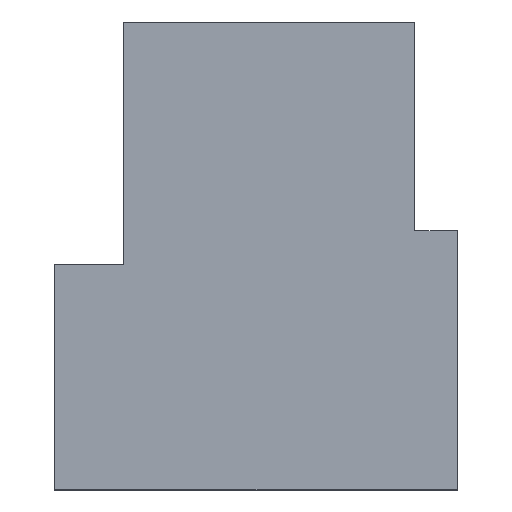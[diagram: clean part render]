
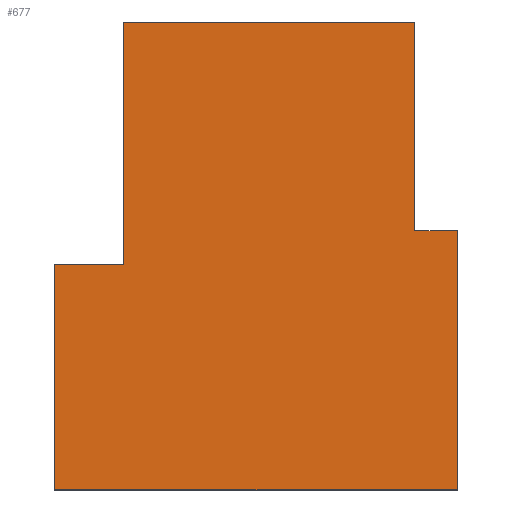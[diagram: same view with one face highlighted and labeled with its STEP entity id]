
A CAD part, top view. The second image highlights one B-rep face of the part: STEP entity #677.
In plain terms, the highlighted planar face has unit normal (0, 0, 1).
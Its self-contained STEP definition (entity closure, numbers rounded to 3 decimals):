
#55 = VERTEX_POINT('',#56);
#56 = CARTESIAN_POINT('',(-8.6,-25.4,19.));
#63 = PLANE('',#64);
#64 = AXIS2_PLACEMENT_3D('',#65,#66,#67);
#65 = CARTESIAN_POINT('',(-8.6,-25.4,0.));
#66 = DIRECTION('',(0.,1.,0.));
#67 = DIRECTION('',(1.,0.,0.));
#75 = PLANE('',#76);
#76 = AXIS2_PLACEMENT_3D('',#77,#78,#79);
#77 = CARTESIAN_POINT('',(-8.6,-10.1,0.));
#78 = DIRECTION('',(1.,0.,-0.));
#79 = DIRECTION('',(0.,-1.,0.));
#87 = EDGE_CURVE('',#55,#88,#90,.T.);
#88 = VERTEX_POINT('',#89);
#89 = CARTESIAN_POINT('',(18.8,-25.4,19.));
#90 = SURFACE_CURVE('',#91,(#95,#102),.PCURVE_S1.);
#91 = LINE('',#92,#93);
#92 = CARTESIAN_POINT('',(-8.6,-25.4,19.));
#93 = VECTOR('',#94,1.);
#94 = DIRECTION('',(1.,0.,0.));
#95 = PCURVE('',#63,#96);
#96 = DEFINITIONAL_REPRESENTATION('',(#97),#101);
#97 = LINE('',#98,#99);
#98 = CARTESIAN_POINT('',(0.,-19.));
#99 = VECTOR('',#100,1.);
#100 = DIRECTION('',(1.,0.));
#101 = ( GEOMETRIC_REPRESENTATION_CONTEXT(2) 
PARAMETRIC_REPRESENTATION_CONTEXT() REPRESENTATION_CONTEXT('2D SPACE',''
  ) );
#102 = PCURVE('',#103,#108);
#103 = PLANE('',#104);
#104 = AXIS2_PLACEMENT_3D('',#105,#106,#107);
#105 = CARTESIAN_POINT('',(5.407,-10.503,19.));
#106 = DIRECTION('',(0.,0.,1.));
#107 = DIRECTION('',(1.,0.,0.));
#108 = DEFINITIONAL_REPRESENTATION('',(#109),#113);
#109 = LINE('',#110,#111);
#110 = CARTESIAN_POINT('',(-14.007,-14.897));
#111 = VECTOR('',#112,1.);
#112 = DIRECTION('',(1.,0.));
#113 = ( GEOMETRIC_REPRESENTATION_CONTEXT(2) 
PARAMETRIC_REPRESENTATION_CONTEXT() REPRESENTATION_CONTEXT('2D SPACE',''
  ) );
#131 = PLANE('',#132);
#132 = AXIS2_PLACEMENT_3D('',#133,#134,#135);
#133 = CARTESIAN_POINT('',(18.8,-25.4,0.));
#134 = DIRECTION('',(-1.,0.,0.));
#135 = DIRECTION('',(0.,1.,0.));
#173 = EDGE_CURVE('',#88,#174,#176,.T.);
#174 = VERTEX_POINT('',#175);
#175 = CARTESIAN_POINT('',(18.8,-7.8,19.));
#176 = SURFACE_CURVE('',#177,(#181,#188),.PCURVE_S1.);
#177 = LINE('',#178,#179);
#178 = CARTESIAN_POINT('',(18.8,-25.4,19.));
#179 = VECTOR('',#180,1.);
#180 = DIRECTION('',(0.,1.,0.));
#181 = PCURVE('',#131,#182);
#182 = DEFINITIONAL_REPRESENTATION('',(#183),#187);
#183 = LINE('',#184,#185);
#184 = CARTESIAN_POINT('',(0.,-19.));
#185 = VECTOR('',#186,1.);
#186 = DIRECTION('',(1.,0.));
#187 = ( GEOMETRIC_REPRESENTATION_CONTEXT(2) 
PARAMETRIC_REPRESENTATION_CONTEXT() REPRESENTATION_CONTEXT('2D SPACE',''
  ) );
#188 = PCURVE('',#103,#189);
#189 = DEFINITIONAL_REPRESENTATION('',(#190),#194);
#190 = LINE('',#191,#192);
#191 = CARTESIAN_POINT('',(13.393,-14.897));
#192 = VECTOR('',#193,1.);
#193 = DIRECTION('',(0.,1.));
#194 = ( GEOMETRIC_REPRESENTATION_CONTEXT(2) 
PARAMETRIC_REPRESENTATION_CONTEXT() REPRESENTATION_CONTEXT('2D SPACE',''
  ) );
#212 = PLANE('',#213);
#213 = AXIS2_PLACEMENT_3D('',#214,#215,#216);
#214 = CARTESIAN_POINT('',(18.8,-7.8,0.));
#215 = DIRECTION('',(0.,-1.,0.));
#216 = DIRECTION('',(-1.,0.,0.));
#249 = EDGE_CURVE('',#174,#250,#252,.T.);
#250 = VERTEX_POINT('',#251);
#251 = CARTESIAN_POINT('',(15.9,-7.8,19.));
#252 = SURFACE_CURVE('',#253,(#257,#264),.PCURVE_S1.);
#253 = LINE('',#254,#255);
#254 = CARTESIAN_POINT('',(18.8,-7.8,19.));
#255 = VECTOR('',#256,1.);
#256 = DIRECTION('',(-1.,0.,0.));
#257 = PCURVE('',#212,#258);
#258 = DEFINITIONAL_REPRESENTATION('',(#259),#263);
#259 = LINE('',#260,#261);
#260 = CARTESIAN_POINT('',(0.,-19.));
#261 = VECTOR('',#262,1.);
#262 = DIRECTION('',(1.,0.));
#263 = ( GEOMETRIC_REPRESENTATION_CONTEXT(2) 
PARAMETRIC_REPRESENTATION_CONTEXT() REPRESENTATION_CONTEXT('2D SPACE',''
  ) );
#264 = PCURVE('',#103,#265);
#265 = DEFINITIONAL_REPRESENTATION('',(#266),#270);
#266 = LINE('',#267,#268);
#267 = CARTESIAN_POINT('',(13.393,2.703));
#268 = VECTOR('',#269,1.);
#269 = DIRECTION('',(-1.,0.));
#270 = ( GEOMETRIC_REPRESENTATION_CONTEXT(2) 
PARAMETRIC_REPRESENTATION_CONTEXT() REPRESENTATION_CONTEXT('2D SPACE',''
  ) );
#288 = PLANE('',#289);
#289 = AXIS2_PLACEMENT_3D('',#290,#291,#292);
#290 = CARTESIAN_POINT('',(15.9,-7.8,0.));
#291 = DIRECTION('',(-1.,0.,0.));
#292 = DIRECTION('',(0.,1.,0.));
#325 = EDGE_CURVE('',#250,#326,#328,.T.);
#326 = VERTEX_POINT('',#327);
#327 = CARTESIAN_POINT('',(15.9,6.4,19.));
#328 = SURFACE_CURVE('',#329,(#333,#340),.PCURVE_S1.);
#329 = LINE('',#330,#331);
#330 = CARTESIAN_POINT('',(15.9,-7.8,19.));
#331 = VECTOR('',#332,1.);
#332 = DIRECTION('',(0.,1.,0.));
#333 = PCURVE('',#288,#334);
#334 = DEFINITIONAL_REPRESENTATION('',(#335),#339);
#335 = LINE('',#336,#337);
#336 = CARTESIAN_POINT('',(0.,-19.));
#337 = VECTOR('',#338,1.);
#338 = DIRECTION('',(1.,0.));
#339 = ( GEOMETRIC_REPRESENTATION_CONTEXT(2) 
PARAMETRIC_REPRESENTATION_CONTEXT() REPRESENTATION_CONTEXT('2D SPACE',''
  ) );
#340 = PCURVE('',#103,#341);
#341 = DEFINITIONAL_REPRESENTATION('',(#342),#346);
#342 = LINE('',#343,#344);
#343 = CARTESIAN_POINT('',(10.493,2.703));
#344 = VECTOR('',#345,1.);
#345 = DIRECTION('',(0.,1.));
#346 = ( GEOMETRIC_REPRESENTATION_CONTEXT(2) 
PARAMETRIC_REPRESENTATION_CONTEXT() REPRESENTATION_CONTEXT('2D SPACE',''
  ) );
#364 = PLANE('',#365);
#365 = AXIS2_PLACEMENT_3D('',#366,#367,#368);
#366 = CARTESIAN_POINT('',(15.9,6.4,0.));
#367 = DIRECTION('',(0.,-1.,0.));
#368 = DIRECTION('',(-1.,0.,0.));
#401 = EDGE_CURVE('',#326,#402,#404,.T.);
#402 = VERTEX_POINT('',#403);
#403 = CARTESIAN_POINT('',(-3.9,6.4,19.));
#404 = SURFACE_CURVE('',#405,(#409,#416),.PCURVE_S1.);
#405 = LINE('',#406,#407);
#406 = CARTESIAN_POINT('',(15.9,6.4,19.));
#407 = VECTOR('',#408,1.);
#408 = DIRECTION('',(-1.,0.,0.));
#409 = PCURVE('',#364,#410);
#410 = DEFINITIONAL_REPRESENTATION('',(#411),#415);
#411 = LINE('',#412,#413);
#412 = CARTESIAN_POINT('',(0.,-19.));
#413 = VECTOR('',#414,1.);
#414 = DIRECTION('',(1.,0.));
#415 = ( GEOMETRIC_REPRESENTATION_CONTEXT(2) 
PARAMETRIC_REPRESENTATION_CONTEXT() REPRESENTATION_CONTEXT('2D SPACE',''
  ) );
#416 = PCURVE('',#103,#417);
#417 = DEFINITIONAL_REPRESENTATION('',(#418),#422);
#418 = LINE('',#419,#420);
#419 = CARTESIAN_POINT('',(10.493,16.903));
#420 = VECTOR('',#421,1.);
#421 = DIRECTION('',(-1.,0.));
#422 = ( GEOMETRIC_REPRESENTATION_CONTEXT(2) 
PARAMETRIC_REPRESENTATION_CONTEXT() REPRESENTATION_CONTEXT('2D SPACE',''
  ) );
#440 = PLANE('',#441);
#441 = AXIS2_PLACEMENT_3D('',#442,#443,#444);
#442 = CARTESIAN_POINT('',(-3.9,6.4,0.));
#443 = DIRECTION('',(1.,0.,-0.));
#444 = DIRECTION('',(0.,-1.,0.));
#477 = EDGE_CURVE('',#402,#478,#480,.T.);
#478 = VERTEX_POINT('',#479);
#479 = CARTESIAN_POINT('',(-3.9,-10.1,19.));
#480 = SURFACE_CURVE('',#481,(#485,#492),.PCURVE_S1.);
#481 = LINE('',#482,#483);
#482 = CARTESIAN_POINT('',(-3.9,6.4,19.));
#483 = VECTOR('',#484,1.);
#484 = DIRECTION('',(0.,-1.,0.));
#485 = PCURVE('',#440,#486);
#486 = DEFINITIONAL_REPRESENTATION('',(#487),#491);
#487 = LINE('',#488,#489);
#488 = CARTESIAN_POINT('',(0.,-19.));
#489 = VECTOR('',#490,1.);
#490 = DIRECTION('',(1.,0.));
#491 = ( GEOMETRIC_REPRESENTATION_CONTEXT(2) 
PARAMETRIC_REPRESENTATION_CONTEXT() REPRESENTATION_CONTEXT('2D SPACE',''
  ) );
#492 = PCURVE('',#103,#493);
#493 = DEFINITIONAL_REPRESENTATION('',(#494),#498);
#494 = LINE('',#495,#496);
#495 = CARTESIAN_POINT('',(-9.307,16.903));
#496 = VECTOR('',#497,1.);
#497 = DIRECTION('',(0.,-1.));
#498 = ( GEOMETRIC_REPRESENTATION_CONTEXT(2) 
PARAMETRIC_REPRESENTATION_CONTEXT() REPRESENTATION_CONTEXT('2D SPACE',''
  ) );
#516 = PLANE('',#517);
#517 = AXIS2_PLACEMENT_3D('',#518,#519,#520);
#518 = CARTESIAN_POINT('',(-3.9,-10.1,0.));
#519 = DIRECTION('',(0.,-1.,0.));
#520 = DIRECTION('',(-1.,0.,0.));
#553 = EDGE_CURVE('',#478,#554,#556,.T.);
#554 = VERTEX_POINT('',#555);
#555 = CARTESIAN_POINT('',(-8.6,-10.1,19.));
#556 = SURFACE_CURVE('',#557,(#561,#568),.PCURVE_S1.);
#557 = LINE('',#558,#559);
#558 = CARTESIAN_POINT('',(-3.9,-10.1,19.));
#559 = VECTOR('',#560,1.);
#560 = DIRECTION('',(-1.,0.,0.));
#561 = PCURVE('',#516,#562);
#562 = DEFINITIONAL_REPRESENTATION('',(#563),#567);
#563 = LINE('',#564,#565);
#564 = CARTESIAN_POINT('',(0.,-19.));
#565 = VECTOR('',#566,1.);
#566 = DIRECTION('',(1.,0.));
#567 = ( GEOMETRIC_REPRESENTATION_CONTEXT(2) 
PARAMETRIC_REPRESENTATION_CONTEXT() REPRESENTATION_CONTEXT('2D SPACE',''
  ) );
#568 = PCURVE('',#103,#569);
#569 = DEFINITIONAL_REPRESENTATION('',(#570),#574);
#570 = LINE('',#571,#572);
#571 = CARTESIAN_POINT('',(-9.307,0.403));
#572 = VECTOR('',#573,1.);
#573 = DIRECTION('',(-1.,0.));
#574 = ( GEOMETRIC_REPRESENTATION_CONTEXT(2) 
PARAMETRIC_REPRESENTATION_CONTEXT() REPRESENTATION_CONTEXT('2D SPACE',''
  ) );
#624 = EDGE_CURVE('',#554,#55,#625,.T.);
#625 = SURFACE_CURVE('',#626,(#630,#637),.PCURVE_S1.);
#626 = LINE('',#627,#628);
#627 = CARTESIAN_POINT('',(-8.6,-10.1,19.));
#628 = VECTOR('',#629,1.);
#629 = DIRECTION('',(0.,-1.,0.));
#630 = PCURVE('',#75,#631);
#631 = DEFINITIONAL_REPRESENTATION('',(#632),#636);
#632 = LINE('',#633,#634);
#633 = CARTESIAN_POINT('',(0.,-19.));
#634 = VECTOR('',#635,1.);
#635 = DIRECTION('',(1.,0.));
#636 = ( GEOMETRIC_REPRESENTATION_CONTEXT(2) 
PARAMETRIC_REPRESENTATION_CONTEXT() REPRESENTATION_CONTEXT('2D SPACE',''
  ) );
#637 = PCURVE('',#103,#638);
#638 = DEFINITIONAL_REPRESENTATION('',(#639),#643);
#639 = LINE('',#640,#641);
#640 = CARTESIAN_POINT('',(-14.007,0.403));
#641 = VECTOR('',#642,1.);
#642 = DIRECTION('',(0.,-1.));
#643 = ( GEOMETRIC_REPRESENTATION_CONTEXT(2) 
PARAMETRIC_REPRESENTATION_CONTEXT() REPRESENTATION_CONTEXT('2D SPACE',''
  ) );
#677 = ADVANCED_FACE('',(#678),#103,.T.);
#678 = FACE_BOUND('',#679,.T.);
#679 = EDGE_LOOP('',(#680,#681,#682,#683,#684,#685,#686,#687));
#680 = ORIENTED_EDGE('',*,*,#87,.T.);
#681 = ORIENTED_EDGE('',*,*,#173,.T.);
#682 = ORIENTED_EDGE('',*,*,#249,.T.);
#683 = ORIENTED_EDGE('',*,*,#325,.T.);
#684 = ORIENTED_EDGE('',*,*,#401,.T.);
#685 = ORIENTED_EDGE('',*,*,#477,.T.);
#686 = ORIENTED_EDGE('',*,*,#553,.T.);
#687 = ORIENTED_EDGE('',*,*,#624,.T.);
